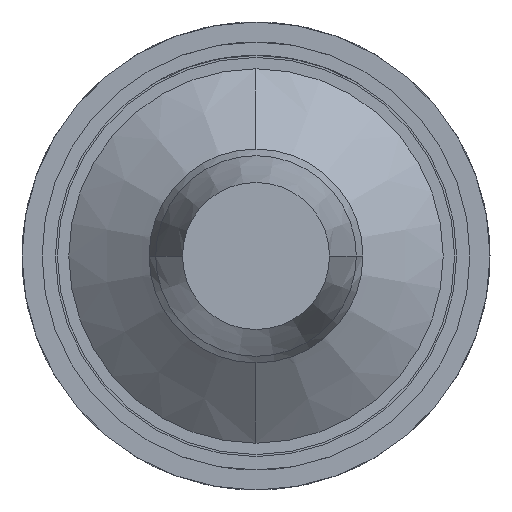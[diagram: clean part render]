
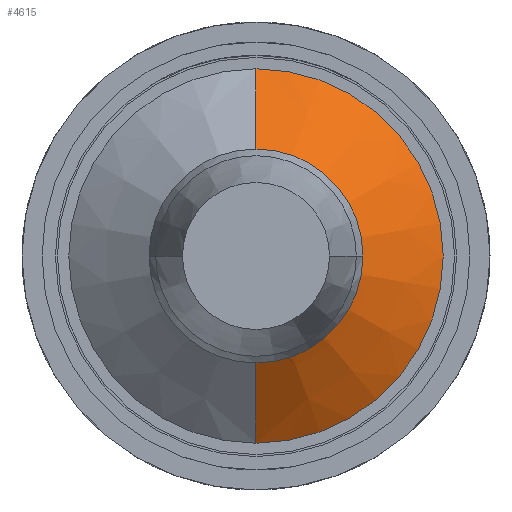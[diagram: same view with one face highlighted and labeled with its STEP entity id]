
A CAD part, front view. The second image highlights one B-rep face of the part: STEP entity #4615.
In plain terms, the highlighted conical face has half-angle 53.13 degrees and reference radius 0.6 mm.
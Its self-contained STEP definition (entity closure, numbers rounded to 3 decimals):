
#19 = EDGE_LOOP ( 'NONE', ( #2806, #7216, #2715, #5556 ) ) ;
#153 = DIRECTION ( 'NONE',  ( 0., 1., 0. ) ) ;
#529 = VERTEX_POINT ( 'NONE', #6644 ) ;
#601 = DIRECTION ( 'NONE',  ( 0., 0.6, -0.8 ) ) ;
#778 = CARTESIAN_POINT ( 'NONE',  ( 0., -11.2, 0.6 ) ) ;
#793 = LINE ( 'NONE', #2702, #5852 ) ;
#802 = DIRECTION ( 'NONE',  ( 0., 0., -1. ) ) ;
#978 = EDGE_CURVE ( 'NONE', #2069, #5917, #793, .T. ) ;
#1303 = VECTOR ( 'NONE', #601, 1000. ) ;
#1395 = CIRCLE ( 'NONE', #2096, 1.4 ) ;
#1426 = CARTESIAN_POINT ( 'NONE',  ( 0., -11.2, 0. ) ) ;
#1786 = CIRCLE ( 'NONE', #5794, 0.6 ) ;
#1873 = VERTEX_POINT ( 'NONE', #8210 ) ;
#1924 = LINE ( 'NONE', #1998, #1303 ) ;
#1998 = CARTESIAN_POINT ( 'NONE',  ( 0., -11.2, -0.6 ) ) ;
#2069 = VERTEX_POINT ( 'NONE', #778 ) ;
#2096 = AXIS2_PLACEMENT_3D ( 'NONE', #5442, #153, #4744 ) ;
#2263 = FACE_OUTER_BOUND ( 'NONE', #19, .T. ) ;
#2387 = EDGE_CURVE ( 'NONE', #529, #1873, #1924, .T. ) ;
#2572 = AXIS2_PLACEMENT_3D ( 'NONE', #1426, #6674, #802 ) ;
#2702 = CARTESIAN_POINT ( 'NONE',  ( 0., -11.2, 0.6 ) ) ;
#2715 = ORIENTED_EDGE ( 'NONE', *, *, #2387, .T. ) ;
#2806 = ORIENTED_EDGE ( 'NONE', *, *, #978, .F. ) ;
#3898 = CONICAL_SURFACE ( 'NONE', #2572, 0.6, 0.927 ) ;
#4340 = DIRECTION ( 'NONE',  ( 0., 0., -1. ) ) ;
#4615 = ADVANCED_FACE ( 'Defeature ausgef�hrt1_23', ( #2263 ), #3898, .T. ) ;
#4744 = DIRECTION ( 'NONE',  ( 0., 0., -1. ) ) ;
#5048 = DIRECTION ( 'NONE',  ( 0., 1., 0. ) ) ;
#5386 = DIRECTION ( 'NONE',  ( 0., 0.6, 0.8 ) ) ;
#5442 = CARTESIAN_POINT ( 'NONE',  ( 0., -10.6, 0. ) ) ;
#5556 = ORIENTED_EDGE ( 'NONE', *, *, #7362, .F. ) ;
#5745 = CARTESIAN_POINT ( 'NONE',  ( 0., -10.6, 1.4 ) ) ;
#5794 = AXIS2_PLACEMENT_3D ( 'NONE', #7559, #5048, #4340 ) ;
#5852 = VECTOR ( 'NONE', #5386, 1000. ) ;
#5917 = VERTEX_POINT ( 'NONE', #5745 ) ;
#6644 = CARTESIAN_POINT ( 'NONE',  ( 0., -11.2, -0.6 ) ) ;
#6674 = DIRECTION ( 'NONE',  ( 0., 1., 0. ) ) ;
#7216 = ORIENTED_EDGE ( 'NONE', *, *, #8458, .T. ) ;
#7362 = EDGE_CURVE ( 'Defeature ausgef�hrt1_24+Defeature ausgef�hrt1_23+Defeature ausgef�hrt1_23+Defeature ausgef�hrt1_23', #5917, #1873, #1395, .T. ) ;
#7559 = CARTESIAN_POINT ( 'NONE',  ( 0., -11.2, 0. ) ) ;
#8210 = CARTESIAN_POINT ( 'NONE',  ( 0., -10.6, -1.4 ) ) ;
#8458 = EDGE_CURVE ( 'Defeature ausgef�hrt1_23+Defeature ausgef�hrt1_22+Defeature ausgef�hrt1_22+Defeature ausgef�hrt1_22', #2069, #529, #1786, .T. ) ;
